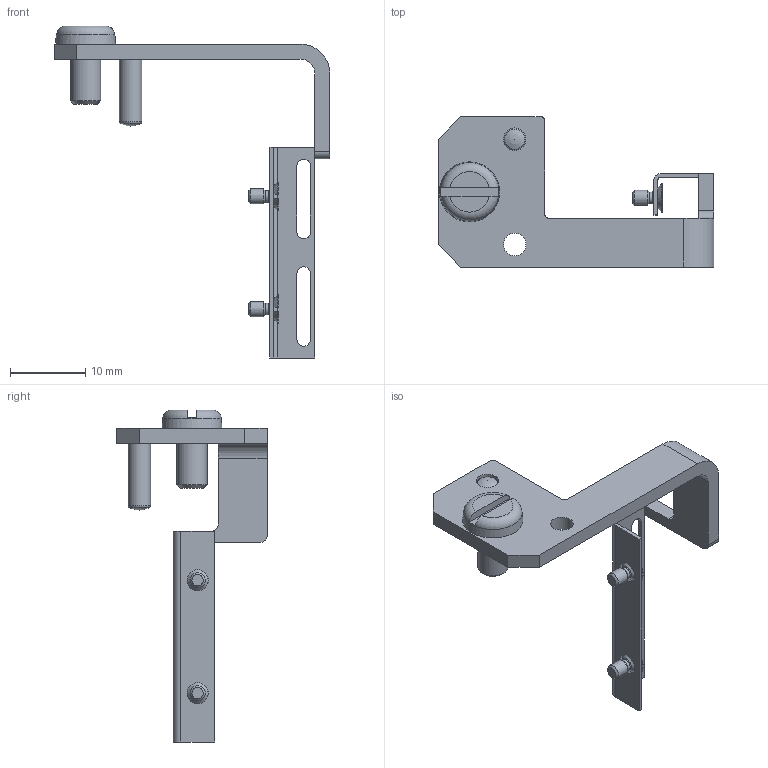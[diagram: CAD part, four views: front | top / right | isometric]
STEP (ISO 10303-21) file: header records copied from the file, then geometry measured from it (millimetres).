
FILE_DESCRIPTION(/* description */ ('STEP AP214'),/* implementation_level */ '2;1');
FILE_NAME(/* name */ '532275_HGPP-HWS-Q5-4',/* time_stamp */ '2024-08-29T06:51:52+02:00',/* author */ ('License CC BY-ND 4.0'),/* organization */ ('CADENAS'),/* preprocessor_version */ 'ST-DEVELOPER v19.3',/* originating_system */ 'PARTsolutions',/* authorisation */ ' ');
FILE_SCHEMA (('AUTOMOTIVE_DESIGN {1 0 10303 214 3 1 1}'));
Length unit declared in the file: millimetre
Products named in the file (6): 532275 HGPP-HWS-Q5-4; 532275 HGPP-HWS-Q5-4---(part); DIN-85 M4x8; DIN-7 - 3m6x10(F); 661397 HGPP-HWS-Q5-3/4---(part2); Countersunk screw with slot DIN 963 - M2x4
Assembly tree (6 placements, depth 2):
  532275 HGPP-HWS-Q5-4
    532275 HGPP-HWS-Q5-4---(part)
    DIN-85 M4x8
    DIN-7 - 3m6x10(F)
    661397 HGPP-HWS-Q5-3/4---(part2)
    Countersunk screw with slot DIN 963 - M2x4  x2
Bounding box: 36.7 x 20 x 44.15 mm (x, y, z)
Volume: 1377.3 mm3; surface area: 2339.9 mm2
Topology: 6 solids, 6 shells, 90 faces, 220 edges, 141 vertices
Faces by surface type: plane 45, cylinder 26, cone 11, torus 6, sphere 2
Full cylindrical faces by diameter (mm): 1.523 x2, 2 x2, 3 x3, 3.141 x1, 4 x1, 4.4 x1
Entity records: 2292 total; most frequent: CARTESIAN_POINT 387, DIRECTION 380, ORIENTED_EDGE 320, EDGE_CURVE 160, AXIS2_PLACEMENT_3D 145, VERTEX_POINT 116, EDGE_LOOP 112, FACE_BOUND 112
